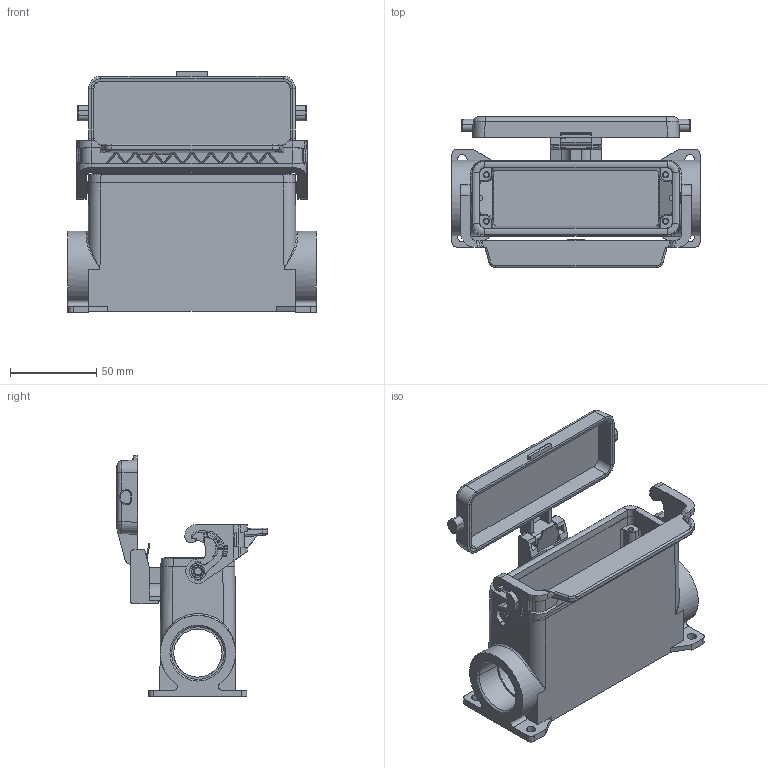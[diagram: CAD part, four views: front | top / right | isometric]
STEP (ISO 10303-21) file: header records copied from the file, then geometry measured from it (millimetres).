
FILE_DESCRIPTION(('Creo Elements/Direct Modeling STEP Export'),'2;1');
FILE_NAME('37jbk2e5pl6uhq74548','2023-03-10T13:58:14',(''),(''),'Creo Elements/Direct Modeling STEP processor for AP214 (Solid Model)','Creo Elements/Direct Modeling 20.1B 02-Apr-2019 (C) Parametric Technology GmbH','');
FILE_SCHEMA(('AUTOMOTIVE_DESIGN { 1 0 10303 214 1 1 1 1 }'));
Products named in the file (3): MLAP 24 LS40; MLAP 24LS232
Assembly tree (2 placements, depth 3):
  MLAP 24LS232
    MLAP 24 LS40
      MLAP 24 LS40
Bounding box: 144 x 87.76 x 140.49 mm (x, y, z)
Volume: 200068.9 mm3; surface area: 103300.7 mm2
Topology: 1 solids, 1 shells, 1366 faces, 3698 edges, 2390 vertices
Faces by surface type: plane 831, cylinder 404, torus 52, cone 36, bspline 34, sphere 9
Entity records: 60277 total; most frequent: CARTESIAN_POINT 15488, ORIENTED_EDGE 7374, DIRECTION 6733, EDGE_CURVE 3687, VECTOR 2541, LINE 2541, VERTEX_POINT 2390, AXIS2_PLACEMENT_3D 2096
